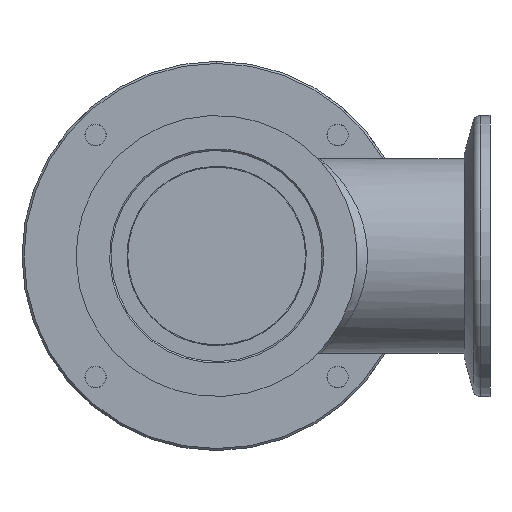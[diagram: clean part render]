
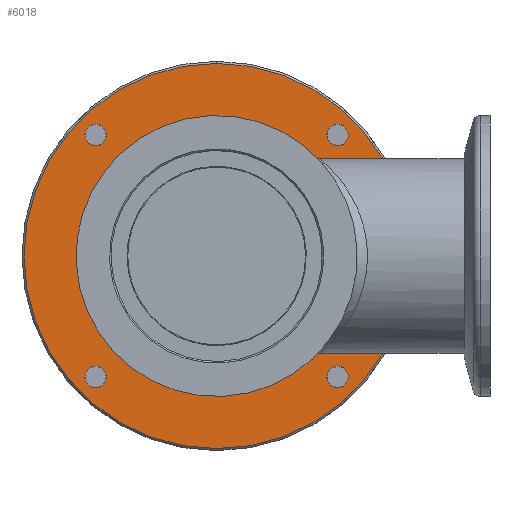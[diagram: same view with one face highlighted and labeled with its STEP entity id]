
A CAD part, front view. The second image highlights one B-rep face of the part: STEP entity #6018.
In plain terms, the highlighted planar face has unit normal (0, -1, 0).
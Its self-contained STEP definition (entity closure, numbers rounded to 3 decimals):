
#176 = AXIS2_PLACEMENT_3D ( 'NONE', #1103, #1104, #1105 ) ;
#218 = AXIS2_PLACEMENT_3D ( 'NONE', #2494, #2495, #2496 ) ;
#233 = CIRCLE ( 'NONE', #218, 2.1 ) ;
#236 = CIRCLE ( 'NONE', #243, 27. ) ;
#243 = AXIS2_PLACEMENT_3D ( 'NONE', #2509, #2510, #2511 ) ;
#258 = CIRCLE ( 'NONE', #261, 37.7 ) ;
#261 = AXIS2_PLACEMENT_3D ( 'NONE', #809, #810, #811 ) ;
#383 = CIRCLE ( 'NONE', #387, 37.7 ) ;
#387 = AXIS2_PLACEMENT_3D ( 'NONE', #2878, #2879, #2880 ) ;
#752 = EDGE_CURVE ( 'NONE', #4098, #4004, #383, .T. ) ;
#809 = CARTESIAN_POINT ( 'NONE',  ( 0., 92.2, 0. ) ) ;
#810 = DIRECTION ( 'NONE',  ( 0., -1., 0. ) ) ;
#811 = DIRECTION ( 'NONE',  ( 0., 0., -1. ) ) ;
#1091 = FACE_BOUND ( 'NONE', #3883, .T. ) ;
#1096 = FACE_BOUND ( 'NONE', #3888, .T. ) ;
#1097 = FACE_BOUND ( 'NONE', #3887, .T. ) ;
#1098 = FACE_OUTER_BOUND ( 'NONE', #3890, .T. ) ;
#1099 = PLANE ( 'NONE',  #176 ) ;
#1100 = FACE_BOUND ( 'NONE', #3889, .T. ) ;
#1102 = FACE_BOUND ( 'NONE', #3876, .T. ) ;
#1103 = CARTESIAN_POINT ( 'NONE',  ( 0., 92.2, 0. ) ) ;
#1104 = DIRECTION ( 'NONE',  ( 0., 1., 0. ) ) ;
#1105 = DIRECTION ( 'NONE',  ( 0., 0., 1. ) ) ;
#1293 = CARTESIAN_POINT ( 'NONE',  ( 0., 92.2, 0. ) ) ;
#1294 = DIRECTION ( 'NONE',  ( 0., 1., 0. ) ) ;
#1295 = DIRECTION ( 'NONE',  ( 0., 0., 1. ) ) ;
#1298 = CARTESIAN_POINT ( 'NONE',  ( -23.688, 92.2, -23.688 ) ) ;
#1299 = DIRECTION ( 'NONE',  ( 0., 1., 0. ) ) ;
#1300 = DIRECTION ( 'NONE',  ( 0., 0., 1. ) ) ;
#1309 = CARTESIAN_POINT ( 'NONE',  ( 23.688, 92.2, -23.688 ) ) ;
#1310 = DIRECTION ( 'NONE',  ( 0., 1., 0. ) ) ;
#1311 = DIRECTION ( 'NONE',  ( 0., 0., 1. ) ) ;
#1321 = CARTESIAN_POINT ( 'NONE',  ( 23.688, 92.2, 23.688 ) ) ;
#1322 = DIRECTION ( 'NONE',  ( 0., 1., 0. ) ) ;
#1323 = DIRECTION ( 'NONE',  ( 0., 0., 1. ) ) ;
#1333 = CARTESIAN_POINT ( 'NONE',  ( -23.688, 92.2, 23.688 ) ) ;
#1334 = DIRECTION ( 'NONE',  ( 0., 1., 0. ) ) ;
#1335 = DIRECTION ( 'NONE',  ( 0., 0., 1. ) ) ;
#1343 = CARTESIAN_POINT ( 'NONE',  ( -23.688, 92.2, 23.688 ) ) ;
#1344 = DIRECTION ( 'NONE',  ( 0., 1., 0. ) ) ;
#1345 = DIRECTION ( 'NONE',  ( 0., 0., 1. ) ) ;
#1349 = CARTESIAN_POINT ( 'NONE',  ( 23.688, 92.2, 23.688 ) ) ;
#1350 = DIRECTION ( 'NONE',  ( 0., 1., 0. ) ) ;
#1351 = DIRECTION ( 'NONE',  ( 0., 0., 1. ) ) ;
#1355 = CARTESIAN_POINT ( 'NONE',  ( 23.688, 92.2, -23.688 ) ) ;
#1356 = DIRECTION ( 'NONE',  ( 0., 1., 0. ) ) ;
#1357 = DIRECTION ( 'NONE',  ( 0., 0., 1. ) ) ;
#2494 = CARTESIAN_POINT ( 'NONE',  ( -23.688, 92.2, -23.688 ) ) ;
#2495 = DIRECTION ( 'NONE',  ( 0., 1., 0. ) ) ;
#2496 = DIRECTION ( 'NONE',  ( 0., 0., 1. ) ) ;
#2509 = CARTESIAN_POINT ( 'NONE',  ( 0., 92.2, 0. ) ) ;
#2510 = DIRECTION ( 'NONE',  ( 0., 1., 0. ) ) ;
#2511 = DIRECTION ( 'NONE',  ( 0., 0., 1. ) ) ;
#2878 = CARTESIAN_POINT ( 'NONE',  ( 0., 92.2, 0. ) ) ;
#2879 = DIRECTION ( 'NONE',  ( 0., -1., 0. ) ) ;
#2880 = DIRECTION ( 'NONE',  ( 0., 0., -1. ) ) ;
#3114 = CARTESIAN_POINT ( 'NONE',  ( -23.688, 92.2, 21.588 ) ) ;
#3133 = CARTESIAN_POINT ( 'NONE',  ( -23.688, 92.2, 25.788 ) ) ;
#3134 = CARTESIAN_POINT ( 'NONE',  ( 23.688, 92.2, 25.788 ) ) ;
#3139 = CARTESIAN_POINT ( 'NONE',  ( 0., 92.2, 37.7 ) ) ;
#3141 = CARTESIAN_POINT ( 'NONE',  ( 23.688, 92.2, -25.788 ) ) ;
#3233 = CARTESIAN_POINT ( 'NONE',  ( 0., 92.2, -37.7 ) ) ;
#3237 = CARTESIAN_POINT ( 'NONE',  ( 23.688, 92.2, 21.588 ) ) ;
#3238 = CARTESIAN_POINT ( 'NONE',  ( 23.688, 92.2, -21.588 ) ) ;
#3240 = CARTESIAN_POINT ( 'NONE',  ( -23.688, 92.2, -21.588 ) ) ;
#3241 = CARTESIAN_POINT ( 'NONE',  ( 0., 92.2, -27. ) ) ;
#3244 = CARTESIAN_POINT ( 'NONE',  ( -23.688, 92.2, -25.788 ) ) ;
#3246 = CARTESIAN_POINT ( 'NONE',  ( 0., 92.2, 27. ) ) ;
#3876 = EDGE_LOOP ( 'NONE', ( #4594, #4595 ) ) ;
#3883 = EDGE_LOOP ( 'NONE', ( #4590, #4591 ) ) ;
#3887 = EDGE_LOOP ( 'NONE', ( #4588, #4589 ) ) ;
#3888 = EDGE_LOOP ( 'NONE', ( #4596, #4597 ) ) ;
#3889 = EDGE_LOOP ( 'NONE', ( #4592, #4593 ) ) ;
#3890 = EDGE_LOOP ( 'NONE', ( #4598, #4599 ) ) ;
#3995 = VERTEX_POINT ( 'NONE', #3133 ) ;
#3996 = VERTEX_POINT ( 'NONE', #3114 ) ;
#3997 = VERTEX_POINT ( 'NONE', #3134 ) ;
#4004 = VERTEX_POINT ( 'NONE', #3139 ) ;
#4006 = VERTEX_POINT ( 'NONE', #3141 ) ;
#4098 = VERTEX_POINT ( 'NONE', #3233 ) ;
#4102 = VERTEX_POINT ( 'NONE', #3237 ) ;
#4103 = VERTEX_POINT ( 'NONE', #3238 ) ;
#4105 = VERTEX_POINT ( 'NONE', #3240 ) ;
#4106 = VERTEX_POINT ( 'NONE', #3241 ) ;
#4109 = VERTEX_POINT ( 'NONE', #3244 ) ;
#4111 = VERTEX_POINT ( 'NONE', #3246 ) ;
#4588 = ORIENTED_EDGE ( 'NONE', *, *, #5940, .T. ) ;
#4589 = ORIENTED_EDGE ( 'NONE', *, *, #6091, .T. ) ;
#4590 = ORIENTED_EDGE ( 'NONE', *, *, #6107, .T. ) ;
#4591 = ORIENTED_EDGE ( 'NONE', *, *, #6103, .T. ) ;
#4592 = ORIENTED_EDGE ( 'NONE', *, *, #6111, .T. ) ;
#4593 = ORIENTED_EDGE ( 'NONE', *, *, #6095, .T. ) ;
#4594 = ORIENTED_EDGE ( 'NONE', *, *, #6109, .T. ) ;
#4595 = ORIENTED_EDGE ( 'NONE', *, *, #6099, .T. ) ;
#4596 = ORIENTED_EDGE ( 'NONE', *, *, #6089, .T. ) ;
#4597 = ORIENTED_EDGE ( 'NONE', *, *, #5945, .T. ) ;
#4598 = ORIENTED_EDGE ( 'NONE', *, *, #5956, .T. ) ;
#4599 = ORIENTED_EDGE ( 'NONE', *, *, #752, .T. ) ;
#5065 = AXIS2_PLACEMENT_3D ( 'NONE', #1343, #1344, #1345 ) ;
#5066 = CIRCLE ( 'NONE', #5070, 2.1 ) ;
#5070 = AXIS2_PLACEMENT_3D ( 'NONE', #1349, #1350, #1351 ) ;
#5071 = CIRCLE ( 'NONE', #5074, 2.1 ) ;
#5074 = AXIS2_PLACEMENT_3D ( 'NONE', #1355, #1356, #1357 ) ;
#5114 = CIRCLE ( 'NONE', #5117, 27. ) ;
#5117 = AXIS2_PLACEMENT_3D ( 'NONE', #1293, #1294, #1295 ) ;
#5118 = CIRCLE ( 'NONE', #5120, 2.1 ) ;
#5120 = AXIS2_PLACEMENT_3D ( 'NONE', #1298, #1299, #1300 ) ;
#5121 = CIRCLE ( 'NONE', #5126, 2.1 ) ;
#5126 = AXIS2_PLACEMENT_3D ( 'NONE', #1309, #1310, #1311 ) ;
#5128 = CIRCLE ( 'NONE', #5132, 2.1 ) ;
#5132 = AXIS2_PLACEMENT_3D ( 'NONE', #1321, #1322, #1323 ) ;
#5134 = CIRCLE ( 'NONE', #5138, 2.1 ) ;
#5138 = AXIS2_PLACEMENT_3D ( 'NONE', #1333, #1334, #1335 ) ;
#5140 = CIRCLE ( 'NONE', #5065, 2.1 ) ;
#5940 = EDGE_CURVE ( 'NONE', #4105, #4109, #233, .T. ) ;
#5945 = EDGE_CURVE ( 'NONE', #4106, #4111, #236, .T. ) ;
#5956 = EDGE_CURVE ( 'NONE', #4004, #4098, #258, .T. ) ;
#6018 = ADVANCED_FACE ( 'NONE', ( #1097, #1091, #1100, #1102, #1096, #1098 ), #1099, .F. ) ;
#6089 = EDGE_CURVE ( 'NONE', #4111, #4106, #5114, .T. ) ;
#6091 = EDGE_CURVE ( 'NONE', #4109, #4105, #5118, .T. ) ;
#6095 = EDGE_CURVE ( 'NONE', #4006, #4103, #5121, .T. ) ;
#6099 = EDGE_CURVE ( 'NONE', #4102, #3997, #5128, .T. ) ;
#6103 = EDGE_CURVE ( 'NONE', #3996, #3995, #5134, .T. ) ;
#6107 = EDGE_CURVE ( 'NONE', #3995, #3996, #5140, .T. ) ;
#6109 = EDGE_CURVE ( 'NONE', #3997, #4102, #5066, .T. ) ;
#6111 = EDGE_CURVE ( 'NONE', #4103, #4006, #5071, .T. ) ;
